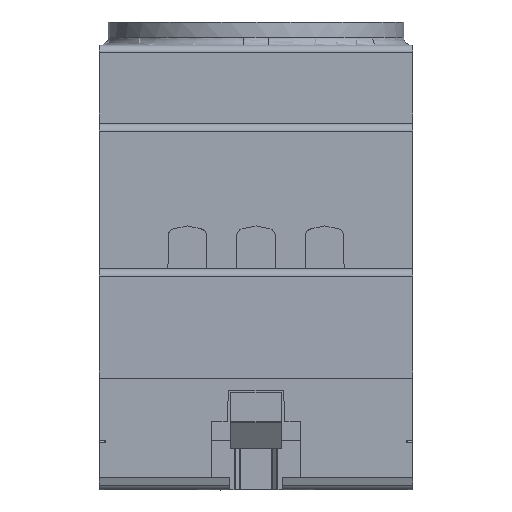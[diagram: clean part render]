
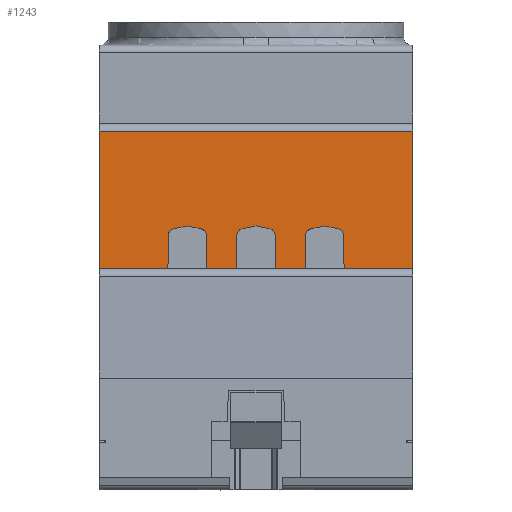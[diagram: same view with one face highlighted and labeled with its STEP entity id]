
A CAD part, front view. The second image highlights one B-rep face of the part: STEP entity #1243.
In plain terms, the highlighted planar face has unit normal (0, -1, 0).
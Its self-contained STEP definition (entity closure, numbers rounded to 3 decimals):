
#441=FACE_OUTER_BOUND('',#5158,.T.);
#1243=ADVANCED_FACE('NONE',(#441),#1945,.F.);
#1945=PLANE('',#13558);
#2360=CIRCLE('',#13555,0.9);
#2361=CIRCLE('',#13556,0.9);
#2362=CIRCLE('',#13557,0.9);
#2639=LINE('',#17925,#3846);
#2677=LINE('',#18068,#3884);
#2678=LINE('',#18071,#3885);
#2679=LINE('',#18073,#3886);
#2680=LINE('',#18080,#3887);
#2681=LINE('',#18082,#3888);
#2682=LINE('',#18086,#3889);
#2683=LINE('',#18088,#3890);
#2684=LINE('',#18090,#3891);
#2685=LINE('',#18092,#3892);
#2686=LINE('',#18093,#3893);
#2687=LINE('',#18095,#3894);
#2688=LINE('',#18102,#3895);
#2689=LINE('',#18104,#3896);
#2690=LINE('',#18111,#3897);
#2691=LINE('',#18113,#3898);
#2692=LINE('',#18115,#3899);
#2693=LINE('',#18119,#3900);
#2694=LINE('',#18121,#3901);
#3846=VECTOR('',#14491,1.);
#3884=VECTOR('',#14557,1.);
#3885=VECTOR('',#14558,1.);
#3886=VECTOR('',#14559,1.);
#3887=VECTOR('',#14560,1.);
#3888=VECTOR('',#14561,1.);
#3889=VECTOR('',#14564,1.);
#3890=VECTOR('',#14565,1.);
#3891=VECTOR('',#14566,1.);
#3892=VECTOR('',#14567,1.);
#3893=VECTOR('',#14568,1.);
#3894=VECTOR('',#14569,1.);
#3895=VECTOR('',#14570,1.);
#3896=VECTOR('',#14571,1.);
#3897=VECTOR('',#14572,1.);
#3898=VECTOR('',#14573,1.);
#3899=VECTOR('',#14574,1.);
#3900=VECTOR('',#14577,1.);
#3901=VECTOR('',#14578,1.);
#5158=EDGE_LOOP('',(#6022,#6023,#6024,#6025,#6026,#6027,#6028,#6029,#6030,
#6031,#6032,#6033,#6034,#6035,#6036,#6037,#6038,#6039,#6040,#6041,#6042,
#6043,#6044,#6045,#6046));
#6022=ORIENTED_EDGE('',*,*,#11265,.F.);
#6023=ORIENTED_EDGE('',*,*,#11266,.F.);
#6024=ORIENTED_EDGE('',*,*,#11267,.F.);
#6025=ORIENTED_EDGE('',*,*,#11268,.T.);
#6026=ORIENTED_EDGE('',*,*,#11269,.F.);
#6027=ORIENTED_EDGE('',*,*,#11270,.F.);
#6028=ORIENTED_EDGE('',*,*,#11271,.T.);
#6029=ORIENTED_EDGE('',*,*,#11272,.F.);
#6030=ORIENTED_EDGE('',*,*,#11273,.F.);
#6031=ORIENTED_EDGE('',*,*,#11274,.F.);
#6032=ORIENTED_EDGE('',*,*,#11275,.F.);
#6033=ORIENTED_EDGE('',*,*,#11210,.F.);
#6034=ORIENTED_EDGE('',*,*,#11276,.F.);
#6035=ORIENTED_EDGE('',*,*,#11277,.F.);
#6036=ORIENTED_EDGE('',*,*,#11278,.T.);
#6037=ORIENTED_EDGE('',*,*,#11279,.F.);
#6038=ORIENTED_EDGE('',*,*,#11280,.F.);
#6039=ORIENTED_EDGE('',*,*,#11281,.T.);
#6040=ORIENTED_EDGE('',*,*,#11282,.F.);
#6041=ORIENTED_EDGE('',*,*,#11283,.F.);
#6042=ORIENTED_EDGE('',*,*,#11284,.F.);
#6043=ORIENTED_EDGE('',*,*,#11285,.T.);
#6044=ORIENTED_EDGE('',*,*,#11286,.F.);
#6045=ORIENTED_EDGE('',*,*,#11287,.F.);
#6046=ORIENTED_EDGE('',*,*,#11288,.T.);
#9905=VERTEX_POINT('',#17924);
#9906=VERTEX_POINT('',#17926);
#9953=VERTEX_POINT('',#18069);
#9954=VERTEX_POINT('',#18070);
#9955=VERTEX_POINT('',#18072);
#9956=VERTEX_POINT('',#18074);
#9957=VERTEX_POINT('',#18079);
#9958=VERTEX_POINT('',#18081);
#9959=VERTEX_POINT('',#18083);
#9960=VERTEX_POINT('',#18085);
#9961=VERTEX_POINT('',#18087);
#9962=VERTEX_POINT('',#18089);
#9963=VERTEX_POINT('',#18091);
#9964=VERTEX_POINT('',#18094);
#9965=VERTEX_POINT('',#18096);
#9966=VERTEX_POINT('',#18101);
#9967=VERTEX_POINT('',#18103);
#9968=VERTEX_POINT('',#18105);
#9969=VERTEX_POINT('',#18110);
#9970=VERTEX_POINT('',#18112);
#9971=VERTEX_POINT('',#18114);
#9972=VERTEX_POINT('',#18116);
#9973=VERTEX_POINT('',#18118);
#9974=VERTEX_POINT('',#18120);
#9975=VERTEX_POINT('',#18122);
#11210=EDGE_CURVE('NONE',#9905,#9906,#2639,.T.);
#11265=EDGE_CURVE('NONE',#9953,#9954,#2677,.T.);
#11266=EDGE_CURVE('NONE',#9955,#9953,#2678,.T.);
#11267=EDGE_CURVE('NONE',#9956,#9955,#2679,.T.);
#11268=EDGE_CURVE('NONE',#9956,#9957,#13147,.T.);
#11269=EDGE_CURVE('NONE',#9958,#9957,#2680,.T.);
#11270=EDGE_CURVE('NONE',#9959,#9958,#2681,.T.);
#11271=EDGE_CURVE('NONE',#9959,#9960,#2360,.T.);
#11272=EDGE_CURVE('NONE',#9961,#9960,#2682,.T.);
#11273=EDGE_CURVE('NONE',#9962,#9961,#2683,.T.);
#11274=EDGE_CURVE('NONE',#9963,#9962,#2684,.T.);
#11275=EDGE_CURVE('NONE',#9906,#9963,#2685,.T.);
#11276=EDGE_CURVE('NONE',#9964,#9905,#2686,.T.);
#11277=EDGE_CURVE('NONE',#9965,#9964,#2687,.T.);
#11278=EDGE_CURVE('NONE',#9965,#9966,#13148,.T.);
#11279=EDGE_CURVE('NONE',#9967,#9966,#2688,.T.);
#11280=EDGE_CURVE('NONE',#9968,#9967,#2689,.T.);
#11281=EDGE_CURVE('NONE',#9968,#9969,#13149,.T.);
#11282=EDGE_CURVE('NONE',#9970,#9969,#2690,.T.);
#11283=EDGE_CURVE('NONE',#9971,#9970,#2691,.T.);
#11284=EDGE_CURVE('NONE',#9972,#9971,#2692,.T.);
#11285=EDGE_CURVE('NONE',#9972,#9973,#2361,.T.);
#11286=EDGE_CURVE('NONE',#9974,#9973,#2693,.T.);
#11287=EDGE_CURVE('NONE',#9975,#9974,#2694,.T.);
#11288=EDGE_CURVE('NONE',#9975,#9954,#2362,.T.);
#13147=B_SPLINE_CURVE_WITH_KNOTS('',3,(#18075,#18076,#18077,#18078),
 .UNSPECIFIED.,.F.,.F.,(4,4),(0.,1.),.UNSPECIFIED.);
#13148=B_SPLINE_CURVE_WITH_KNOTS('',3,(#18097,#18098,#18099,#18100),
 .UNSPECIFIED.,.F.,.F.,(4,4),(0.,1.),.UNSPECIFIED.);
#13149=B_SPLINE_CURVE_WITH_KNOTS('',3,(#18106,#18107,#18108,#18109),
 .UNSPECIFIED.,.F.,.F.,(4,4),(0.,1.),.UNSPECIFIED.);
#13555=AXIS2_PLACEMENT_3D('',#18084,#14562,#14563);
#13556=AXIS2_PLACEMENT_3D('',#18117,#14575,#14576);
#13557=AXIS2_PLACEMENT_3D('',#18123,#14579,#14580);
#13558=AXIS2_PLACEMENT_3D('',#18124,#14581,#14582);
#14491=DIRECTION('',(0.,0.,1.));
#14557=DIRECTION('',(-0.009,0.,1.));
#14558=DIRECTION('',(-1.,0.,0.));
#14559=DIRECTION('',(-0.009,0.,-1.));
#14560=DIRECTION('',(-0.979,0.,-0.205));
#14561=DIRECTION('',(-0.979,0.,0.205));
#14562=DIRECTION('',(0.,1.,0.));
#14563=DIRECTION('',(1.,0.,0.));
#14564=DIRECTION('',(-0.009,0.,1.));
#14565=DIRECTION('',(-1.,0.,0.));
#14566=DIRECTION('',(0.,0.,-1.));
#14567=DIRECTION('',(1.,0.,0.));
#14568=DIRECTION('',(-1.,0.,0.));
#14569=DIRECTION('',(-0.009,0.,-1.));
#14570=DIRECTION('',(-0.979,0.,-0.205));
#14571=DIRECTION('',(-0.979,0.,0.205));
#14572=DIRECTION('',(-0.009,0.,1.));
#14573=DIRECTION('',(-1.,0.,0.));
#14574=DIRECTION('',(-0.009,0.,-1.));
#14575=DIRECTION('',(0.,1.,0.));
#14576=DIRECTION('',(1.,0.,0.));
#14577=DIRECTION('',(-0.979,0.,-0.205));
#14578=DIRECTION('',(-0.979,0.,0.205));
#14579=DIRECTION('',(0.,1.,0.));
#14580=DIRECTION('',(1.,0.,0.));
#14581=DIRECTION('',(0.,1.,0.));
#14582=DIRECTION('',(-1.,0.,0.));
#17924=CARTESIAN_POINT('',(0.,11.6,30.7));
#17925=CARTESIAN_POINT('',(0.,11.6,29.6));
#17926=CARTESIAN_POINT('',(0.,11.6,49.7));
#18068=CARTESIAN_POINT('',(24.39,11.6,30.7));
#18069=CARTESIAN_POINT('',(24.39,11.6,30.7));
#18070=CARTESIAN_POINT('',(24.35,11.6,35.275));
#18071=CARTESIAN_POINT('',(0.,11.6,30.7));
#18072=CARTESIAN_POINT('',(28.51,11.6,30.7));
#18073=CARTESIAN_POINT('',(28.55,11.6,35.275));
#18074=CARTESIAN_POINT('',(28.55,11.6,35.275));
#18075=CARTESIAN_POINT('',(28.55,11.6,35.275));
#18076=CARTESIAN_POINT('',(28.55,11.6,35.676));
#18077=CARTESIAN_POINT('',(28.871,11.6,36.073));
#18078=CARTESIAN_POINT('',(29.266,11.6,36.156));
#18079=CARTESIAN_POINT('',(29.266,11.6,36.156));
#18080=CARTESIAN_POINT('',(31.2,11.6,36.561));
#18081=CARTESIAN_POINT('',(31.2,11.6,36.561));
#18082=CARTESIAN_POINT('',(33.134,11.6,36.156));
#18083=CARTESIAN_POINT('',(33.134,11.6,36.156));
#18084=CARTESIAN_POINT('',(32.95,11.6,35.275));
#18085=CARTESIAN_POINT('',(33.85,11.6,35.275));
#18086=CARTESIAN_POINT('',(33.89,11.6,30.7));
#18087=CARTESIAN_POINT('',(33.89,11.6,30.7));
#18088=CARTESIAN_POINT('',(0.,11.6,30.7));
#18089=CARTESIAN_POINT('',(43.4,11.6,30.7));
#18090=CARTESIAN_POINT('',(43.4,11.6,49.7));
#18091=CARTESIAN_POINT('',(43.4,11.6,49.7));
#18092=CARTESIAN_POINT('',(0.,11.6,49.7));
#18093=CARTESIAN_POINT('',(0.,11.6,30.7));
#18094=CARTESIAN_POINT('',(9.51,11.6,30.7));
#18095=CARTESIAN_POINT('',(9.55,11.6,35.275));
#18096=CARTESIAN_POINT('',(9.55,11.6,35.275));
#18097=CARTESIAN_POINT('',(9.55,11.6,35.275));
#18098=CARTESIAN_POINT('',(9.55,11.6,35.676));
#18099=CARTESIAN_POINT('',(9.871,11.6,36.073));
#18100=CARTESIAN_POINT('',(10.266,11.6,36.156));
#18101=CARTESIAN_POINT('',(10.266,11.6,36.156));
#18102=CARTESIAN_POINT('',(12.2,11.6,36.561));
#18103=CARTESIAN_POINT('',(12.2,11.6,36.561));
#18104=CARTESIAN_POINT('',(14.134,11.6,36.156));
#18105=CARTESIAN_POINT('',(14.134,11.6,36.156));
#18106=CARTESIAN_POINT('',(14.134,11.6,36.156));
#18107=CARTESIAN_POINT('',(14.526,11.6,36.073));
#18108=CARTESIAN_POINT('',(14.85,11.6,35.679));
#18109=CARTESIAN_POINT('',(14.85,11.6,35.275));
#18110=CARTESIAN_POINT('',(14.85,11.6,35.275));
#18111=CARTESIAN_POINT('',(14.89,11.6,30.7));
#18112=CARTESIAN_POINT('',(14.89,11.6,30.7));
#18113=CARTESIAN_POINT('',(0.,11.6,30.7));
#18114=CARTESIAN_POINT('',(19.01,11.6,30.7));
#18115=CARTESIAN_POINT('',(19.05,11.6,35.275));
#18116=CARTESIAN_POINT('',(19.05,11.6,35.275));
#18117=CARTESIAN_POINT('',(19.95,11.6,35.275));
#18118=CARTESIAN_POINT('',(19.766,11.6,36.156));
#18119=CARTESIAN_POINT('',(21.7,11.6,36.561));
#18120=CARTESIAN_POINT('',(21.7,11.6,36.561));
#18121=CARTESIAN_POINT('',(23.634,11.6,36.156));
#18122=CARTESIAN_POINT('',(23.634,11.6,36.156));
#18123=CARTESIAN_POINT('',(23.45,11.6,35.275));
#18124=CARTESIAN_POINT('',(0.,11.6,49.7));
